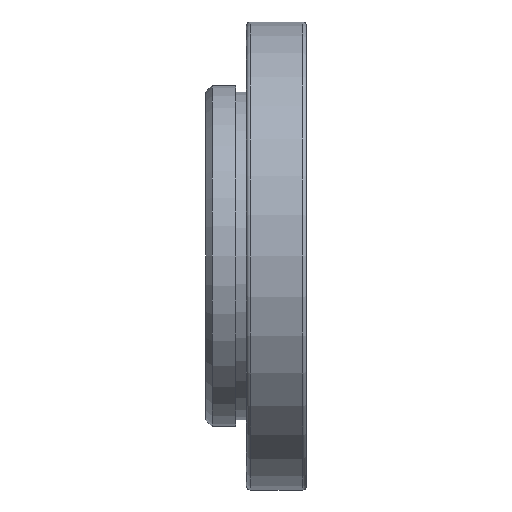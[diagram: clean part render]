
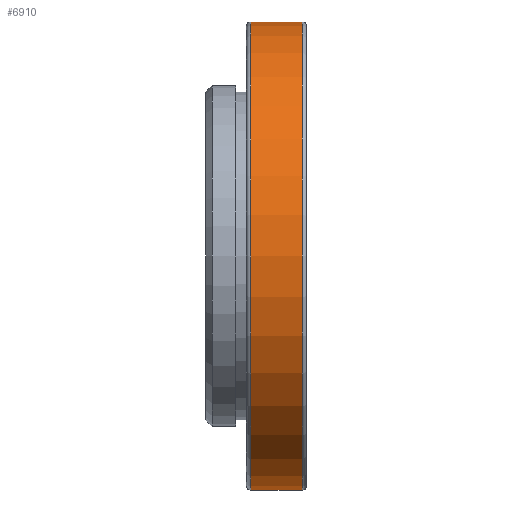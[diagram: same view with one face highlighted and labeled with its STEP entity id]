
A CAD part, front view. The second image highlights one B-rep face of the part: STEP entity #6910.
In plain terms, the highlighted cylindrical face has radius 17.15 mm (diameter 34.3 mm), a partial arc.
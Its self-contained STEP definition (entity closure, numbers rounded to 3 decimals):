
#25 = EDGE_CURVE ( 'NONE', #10769, #5018, #10866, .T. ) ;
#634 = CARTESIAN_POINT ( 'NONE',  ( -0.3, 0., 0. ) ) ;
#1041 = AXIS2_PLACEMENT_3D ( 'NONE', #634, #5831, #3555 ) ;
#1130 = CYLINDRICAL_SURFACE ( 'NONE', #2754, 17.15 ) ;
#1525 = DIRECTION ( 'NONE',  ( 1., 0., 0. ) ) ;
#1598 = VERTEX_POINT ( 'NONE', #12782 ) ;
#2754 = AXIS2_PLACEMENT_3D ( 'NONE', #12810, #8454, #12610 ) ;
#2863 = VECTOR ( 'NONE', #3867, 1000. ) ;
#2904 = LINE ( 'NONE', #7094, #2863 ) ;
#3555 = DIRECTION ( 'NONE',  ( 0., 0., -1. ) ) ;
#3867 = DIRECTION ( 'NONE',  ( 1., 0., 0. ) ) ;
#4326 = CARTESIAN_POINT ( 'NONE',  ( -4.1, 0., 0. ) ) ;
#4569 = VECTOR ( 'NONE', #1525, 1000. ) ;
#4989 = AXIS2_PLACEMENT_3D ( 'NONE', #4326, #9730, #12932 ) ;
#5018 = VERTEX_POINT ( 'NONE', #6915 ) ;
#5487 = ORIENTED_EDGE ( 'NONE', *, *, #25, .T. ) ;
#5831 = DIRECTION ( 'NONE',  ( -1., 0., 0. ) ) ;
#6732 = LINE ( 'NONE', #10901, #4569 ) ;
#6910 = ADVANCED_FACE ( 'NONE', ( #7354 ), #1130, .T. ) ;
#6915 = CARTESIAN_POINT ( 'NONE',  ( -0.3, 0., 17.15 ) ) ;
#6985 = CARTESIAN_POINT ( 'NONE',  ( -0.3, 0., -17.15 ) ) ;
#7094 = CARTESIAN_POINT ( 'NONE',  ( 0., 0., -17.15 ) ) ;
#7354 = FACE_OUTER_BOUND ( 'NONE', #8069, .T. ) ;
#7804 = ORIENTED_EDGE ( 'NONE', *, *, #8214, .F. ) ;
#8069 = EDGE_LOOP ( 'NONE', ( #7804, #10723, #9005, #5487 ) ) ;
#8214 = EDGE_CURVE ( 'NONE', #1598, #5018, #6732, .T. ) ;
#8294 = CIRCLE ( 'NONE', #4989, 17.15 ) ;
#8454 = DIRECTION ( 'NONE',  ( 1., 0., 0. ) ) ;
#9005 = ORIENTED_EDGE ( 'NONE', *, *, #12721, .T. ) ;
#9730 = DIRECTION ( 'NONE',  ( 1., 0., 0. ) ) ;
#10397 = CARTESIAN_POINT ( 'NONE',  ( -4.1, 0., -17.15 ) ) ;
#10723 = ORIENTED_EDGE ( 'NONE', *, *, #11216, .T. ) ;
#10769 = VERTEX_POINT ( 'NONE', #6985 ) ;
#10832 = VERTEX_POINT ( 'NONE', #10397 ) ;
#10866 = CIRCLE ( 'NONE', #1041, 17.15 ) ;
#10901 = CARTESIAN_POINT ( 'NONE',  ( 0., 0., 17.15 ) ) ;
#11216 = EDGE_CURVE ( 'NONE', #1598, #10832, #8294, .T. ) ;
#12610 = DIRECTION ( 'NONE',  ( 0., 0., -1. ) ) ;
#12721 = EDGE_CURVE ( 'NONE', #10832, #10769, #2904, .T. ) ;
#12782 = CARTESIAN_POINT ( 'NONE',  ( -4.1, 0., 17.15 ) ) ;
#12810 = CARTESIAN_POINT ( 'NONE',  ( 0., 0., 0. ) ) ;
#12932 = DIRECTION ( 'NONE',  ( 0., 0., 1. ) ) ;
